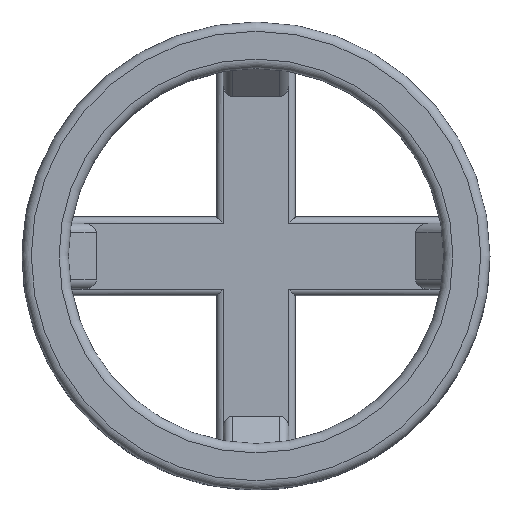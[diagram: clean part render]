
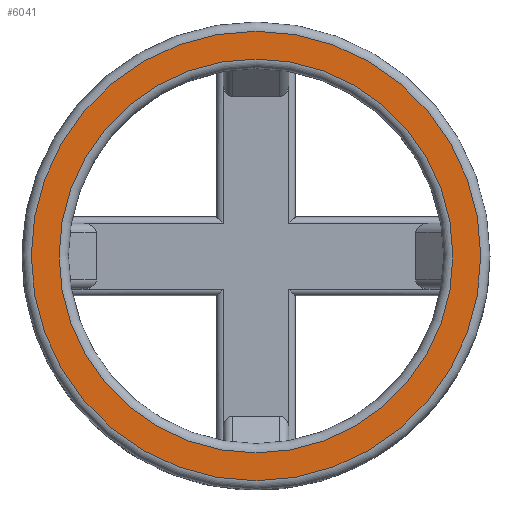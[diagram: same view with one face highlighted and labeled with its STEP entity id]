
A CAD part, top view. The second image highlights one B-rep face of the part: STEP entity #6041.
In plain terms, the highlighted planar face has unit normal (0, 0, 1).
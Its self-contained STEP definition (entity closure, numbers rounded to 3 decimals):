
#324 = TOROIDAL_SURFACE('',#325,21.25,1.);
#325 = AXIS2_PLACEMENT_3D('',#326,#327,#328);
#326 = CARTESIAN_POINT('',(0.,0.,21.));
#327 = DIRECTION('',(0.,0.,1.));
#328 = DIRECTION('',(1.,0.,-0.));
#4656 = VERTEX_POINT('',#4657);
#4657 = CARTESIAN_POINT('',(21.25,0.,22.));
#4677 = EDGE_CURVE('',#4656,#4656,#4678,.T.);
#4678 = SURFACE_CURVE('',#4679,(#4684,#4691),.PCURVE_S1.);
#4679 = CIRCLE('',#4680,21.25);
#4680 = AXIS2_PLACEMENT_3D('',#4681,#4682,#4683);
#4681 = CARTESIAN_POINT('',(0.,0.,22.));
#4682 = DIRECTION('',(0.,0.,1.));
#4683 = DIRECTION('',(1.,0.,-0.));
#4684 = PCURVE('',#324,#4685);
#4685 = DEFINITIONAL_REPRESENTATION('',(#4686),#4690);
#4686 = LINE('',#4687,#4688);
#4687 = CARTESIAN_POINT('',(0.,1.571));
#4688 = VECTOR('',#4689,1.);
#4689 = DIRECTION('',(1.,0.));
#4690 = ( GEOMETRIC_REPRESENTATION_CONTEXT(2) 
PARAMETRIC_REPRESENTATION_CONTEXT() REPRESENTATION_CONTEXT('2D SPACE',''
  ) );
#4691 = PCURVE('',#4692,#4697);
#4692 = PLANE('',#4693);
#4693 = AXIS2_PLACEMENT_3D('',#4694,#4695,#4696);
#4694 = CARTESIAN_POINT('',(0.,0.,22.)
  );
#4695 = DIRECTION('',(0.,0.,1.));
#4696 = DIRECTION('',(1.,0.,-0.));
#4697 = DEFINITIONAL_REPRESENTATION('',(#4698),#4702);
#4698 = CIRCLE('',#4699,21.25);
#4699 = AXIS2_PLACEMENT_2D('',#4700,#4701);
#4700 = CARTESIAN_POINT('',(0.,0.));
#4701 = DIRECTION('',(1.,0.));
#4702 = ( GEOMETRIC_REPRESENTATION_CONTEXT(2) 
PARAMETRIC_REPRESENTATION_CONTEXT() REPRESENTATION_CONTEXT('2D SPACE',''
  ) );
#6041 = ADVANCED_FACE('',(#6042,#6073),#4692,.T.);
#6042 = FACE_BOUND('',#6043,.T.);
#6043 = EDGE_LOOP('',(#6044));
#6044 = ORIENTED_EDGE('',*,*,#6045,.T.);
#6045 = EDGE_CURVE('',#6046,#6046,#6048,.T.);
#6046 = VERTEX_POINT('',#6047);
#6047 = CARTESIAN_POINT('',(24.25,0.,22.));
#6048 = SURFACE_CURVE('',#6049,(#6054,#6061),.PCURVE_S1.);
#6049 = CIRCLE('',#6050,24.25);
#6050 = AXIS2_PLACEMENT_3D('',#6051,#6052,#6053);
#6051 = CARTESIAN_POINT('',(0.,0.,22.));
#6052 = DIRECTION('',(0.,0.,1.));
#6053 = DIRECTION('',(1.,0.,-0.));
#6054 = PCURVE('',#4692,#6055);
#6055 = DEFINITIONAL_REPRESENTATION('',(#6056),#6060);
#6056 = CIRCLE('',#6057,24.25);
#6057 = AXIS2_PLACEMENT_2D('',#6058,#6059);
#6058 = CARTESIAN_POINT('',(0.,0.));
#6059 = DIRECTION('',(1.,0.));
#6060 = ( GEOMETRIC_REPRESENTATION_CONTEXT(2) 
PARAMETRIC_REPRESENTATION_CONTEXT() REPRESENTATION_CONTEXT('2D SPACE',''
  ) );
#6061 = PCURVE('',#6062,#6067);
#6062 = TOROIDAL_SURFACE('',#6063,24.25,1.);
#6063 = AXIS2_PLACEMENT_3D('',#6064,#6065,#6066);
#6064 = CARTESIAN_POINT('',(0.,0.,21.));
#6065 = DIRECTION('',(0.,0.,1.));
#6066 = DIRECTION('',(1.,0.,-0.));
#6067 = DEFINITIONAL_REPRESENTATION('',(#6068),#6072);
#6068 = LINE('',#6069,#6070);
#6069 = CARTESIAN_POINT('',(0.,1.571));
#6070 = VECTOR('',#6071,1.);
#6071 = DIRECTION('',(1.,0.));
#6072 = ( GEOMETRIC_REPRESENTATION_CONTEXT(2) 
PARAMETRIC_REPRESENTATION_CONTEXT() REPRESENTATION_CONTEXT('2D SPACE',''
  ) );
#6073 = FACE_BOUND('',#6074,.T.);
#6074 = EDGE_LOOP('',(#6075));
#6075 = ORIENTED_EDGE('',*,*,#4677,.F.);
